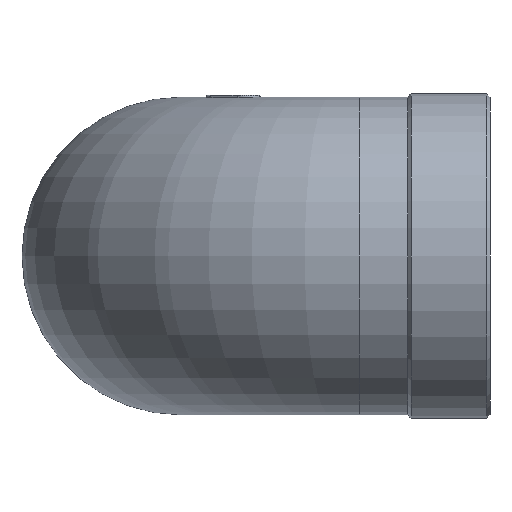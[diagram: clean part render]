
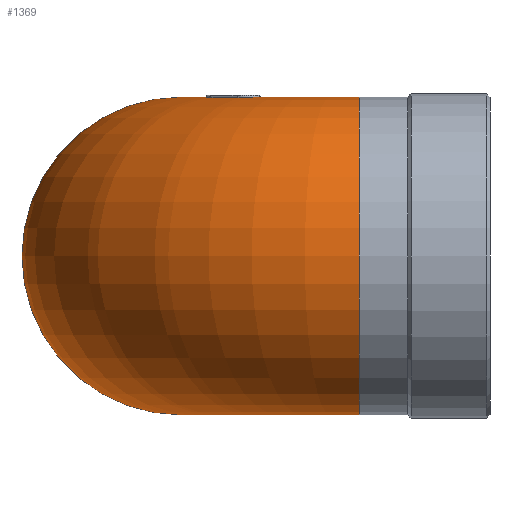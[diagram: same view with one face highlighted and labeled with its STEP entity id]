
A CAD part, left-side view. The second image highlights one B-rep face of the part: STEP entity #1369.
In plain terms, the highlighted toroidal (fillet/blend) face has major radius 27.15 mm and minor radius 24.15 mm.
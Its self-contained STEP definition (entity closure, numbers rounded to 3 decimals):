
#49=CIRCLE('',#1433,24.15);
#52=CIRCLE('',#1437,24.15);
#62=TOROIDAL_SURFACE('',#1455,27.15,24.15);
#665=ORIENTED_EDGE('',*,*,#857,.F.);
#666=ORIENTED_EDGE('',*,*,#854,.T.);
#667=ORIENTED_EDGE('',*,*,#846,.T.);
#668=ORIENTED_EDGE('',*,*,#851,.T.);
#669=ORIENTED_EDGE('',*,*,#843,.T.);
#670=ORIENTED_EDGE('',*,*,#842,.T.);
#671=ORIENTED_EDGE('',*,*,#853,.T.);
#672=ORIENTED_EDGE('',*,*,#864,.T.);
#842=EDGE_CURVE('',#977,#978,#1058,.T.);
#843=EDGE_CURVE('',#968,#977,#1059,.T.);
#846=EDGE_CURVE('',#979,#980,#1060,.T.);
#851=EDGE_CURVE('',#980,#968,#1061,.T.);
#853=EDGE_CURVE('',#978,#985,#1062,.T.);
#854=EDGE_CURVE('',#986,#986,#49,.T.);
#857=EDGE_CURVE('',#989,#989,#52,.T.);
#864=EDGE_CURVE('',#985,#979,#1063,.T.);
#968=VERTEX_POINT('',#2676);
#977=VERTEX_POINT('',#2701);
#978=VERTEX_POINT('',#2703);
#979=VERTEX_POINT('',#2716);
#980=VERTEX_POINT('',#2718);
#985=VERTEX_POINT('',#2741);
#986=VERTEX_POINT('',#2749);
#989=VERTEX_POINT('',#2756);
#1058=B_SPLINE_CURVE_WITH_KNOTS('',3,(#2704,#2705,#2706,#2707),
 .UNSPECIFIED.,.F.,.F.,(4,4),(0.,0.006),.UNSPECIFIED.);
#1059=B_SPLINE_CURVE_WITH_KNOTS('',3,(#2709,#2710,#2711,#2712,#2713),
 .UNSPECIFIED.,.F.,.F.,(4,1,4),(0.,0.002,
0.004),.UNSPECIFIED.);
#1060=B_SPLINE_CURVE_WITH_KNOTS('',3,(#2719,#2720,#2721,#2722),
 .UNSPECIFIED.,.F.,.F.,(4,4),(0.,0.006),.UNSPECIFIED.);
#1061=B_SPLINE_CURVE_WITH_KNOTS('',3,(#2734,#2735,#2736,#2737,#2738),
 .UNSPECIFIED.,.F.,.F.,(4,1,4),(0.,0.001,
0.003),.UNSPECIFIED.);
#1062=B_SPLINE_CURVE_WITH_KNOTS('',3,(#2742,#2743,#2744,#2745,#2746),
 .UNSPECIFIED.,.F.,.F.,(4,1,4),(0.,0.002,0.004),
 .UNSPECIFIED.);
#1063=B_SPLINE_CURVE_WITH_KNOTS('',3,(#2778,#2779,#2780,#2781,#2782),
 .UNSPECIFIED.,.F.,.F.,(4,1,4),(-0.001,0.,
0.002),.UNSPECIFIED.);
#1158=EDGE_LOOP('',(#665));
#1159=EDGE_LOOP('',(#666));
#1160=EDGE_LOOP('',(#667,#668,#669,#670,#671,#672));
#1257=FACE_BOUND('',#1158,.T.);
#1258=FACE_BOUND('',#1159,.T.);
#1259=FACE_BOUND('',#1160,.T.);
#1369=ADVANCED_FACE('',(#1257,#1258,#1259),#62,.T.);
#1433=AXIS2_PLACEMENT_3D('',#2748,#1656,#1657);
#1437=AXIS2_PLACEMENT_3D('',#2755,#1664,#1665);
#1455=AXIS2_PLACEMENT_3D('',#2785,#1700,#1701);
#1656=DIRECTION('',(0.,1.,0.));
#1657=DIRECTION('',(0.,0.,1.));
#1664=DIRECTION('',(1.,0.,0.));
#1665=DIRECTION('',(0.,0.,1.));
#1700=DIRECTION('',(0.,0.,-1.));
#1701=DIRECTION('',(-1.,0.,0.));
#2676=CARTESIAN_POINT('',(4.775,35.228,24.15));
#2701=CARTESIAN_POINT('',(4.417,38.341,24.054));
#2703=CARTESIAN_POINT('',(8.659,42.583,24.054));
#2704=CARTESIAN_POINT('',(4.417,38.341,24.054));
#2705=CARTESIAN_POINT('',(5.831,39.755,24.072));
#2706=CARTESIAN_POINT('',(7.245,41.169,24.072));
#2707=CARTESIAN_POINT('',(8.659,42.583,24.054));
#2709=CARTESIAN_POINT('',(4.775,35.228,24.15));
#2710=CARTESIAN_POINT('',(4.26,35.548,24.15));
#2711=CARTESIAN_POINT('',(3.564,36.662,24.094));
#2712=CARTESIAN_POINT('',(3.988,37.913,24.048));
#2713=CARTESIAN_POINT('',(4.417,38.341,24.054));
#2716=CARTESIAN_POINT('',(11.488,39.755,24.081));
#2718=CARTESIAN_POINT('',(7.245,35.512,24.081));
#2719=CARTESIAN_POINT('',(11.488,39.755,24.081));
#2720=CARTESIAN_POINT('',(10.073,38.341,24.063));
#2721=CARTESIAN_POINT('',(8.659,36.927,24.063));
#2722=CARTESIAN_POINT('',(7.245,35.512,24.081));
#2734=CARTESIAN_POINT('',(7.245,35.512,24.081));
#2735=CARTESIAN_POINT('',(6.926,35.193,24.085));
#2736=CARTESIAN_POINT('',(6.077,34.788,24.121));
#2737=CARTESIAN_POINT('',(5.159,34.99,24.15));
#2738=CARTESIAN_POINT('',(4.775,35.228,24.15));
#2741=CARTESIAN_POINT('',(11.772,42.225,24.15));
#2742=CARTESIAN_POINT('',(8.659,42.583,24.054));
#2743=CARTESIAN_POINT('',(9.087,43.012,24.048));
#2744=CARTESIAN_POINT('',(10.332,43.437,24.094));
#2745=CARTESIAN_POINT('',(11.452,42.739,24.15));
#2746=CARTESIAN_POINT('',(11.772,42.225,24.15));
#2748=CARTESIAN_POINT('',(0.,19.85,0.));
#2749=CARTESIAN_POINT('',(0.,19.85,24.15));
#2755=CARTESIAN_POINT('',(27.15,47.,0.));
#2756=CARTESIAN_POINT('',(27.15,47.,24.15));
#2778=CARTESIAN_POINT('',(11.772,42.225,24.15));
#2779=CARTESIAN_POINT('',(12.01,41.842,24.15));
#2780=CARTESIAN_POINT('',(12.212,40.921,24.121));
#2781=CARTESIAN_POINT('',(11.806,40.074,24.085));
#2782=CARTESIAN_POINT('',(11.488,39.755,24.081));
#2785=CARTESIAN_POINT('',(27.15,19.85,0.));
